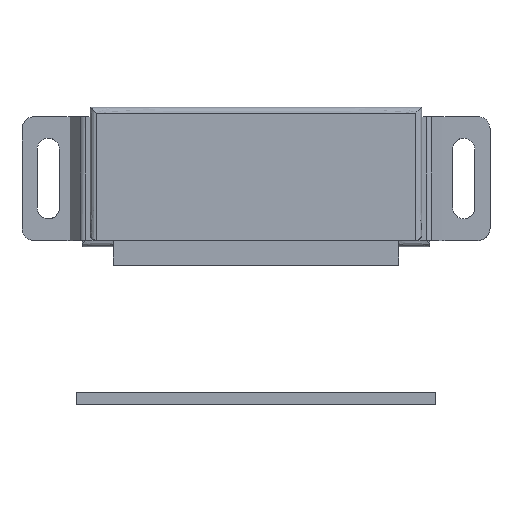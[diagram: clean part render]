
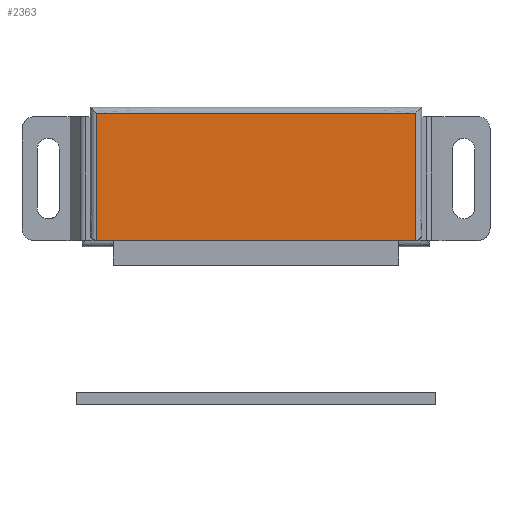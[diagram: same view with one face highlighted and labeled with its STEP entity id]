
A CAD part, top view. The second image highlights one B-rep face of the part: STEP entity #2363.
In plain terms, the highlighted free-form (B-spline) face has degree [1, 1] with [2, 2] control points.
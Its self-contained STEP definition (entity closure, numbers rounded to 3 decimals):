
#600=CARTESIAN_POINT('',(-25.75,-21.5,13.));
#601=VERTEX_POINT('',#600);
#1117=CARTESIAN_POINT('',(25.75,-21.5,13.));
#1118=VERTEX_POINT('',#1117);
#1388=CARTESIAN_POINT('',(25.75,-21.5,13.));
#1389=CARTESIAN_POINT('',(-25.75,-21.5,13.));
#1390=QUASI_UNIFORM_CURVE('',1,(#1388,#1389),.UNSPECIFIED.,.F.,.U.);
#1391=EDGE_CURVE('',#1118,#601,#1390,.T.);
#1413=CARTESIAN_POINT('',(-25.75,-1.0,13.));
#1414=VERTEX_POINT('',#1413);
#1415=CARTESIAN_POINT('',(-25.75,-1.0,13.));
#1416=CARTESIAN_POINT('',(-25.75,-21.5,13.));
#1417=QUASI_UNIFORM_CURVE('',1,(#1415,#1416),.UNSPECIFIED.,.F.,.U.);
#1418=EDGE_CURVE('',#1414,#601,#1417,.T.);
#2288=CARTESIAN_POINT('',(25.75,-1.0,13.));
#2289=VERTEX_POINT('',#2288);
#2303=CARTESIAN_POINT('',(25.75,-21.5,13.));
#2304=CARTESIAN_POINT('',(25.75,-1.0,13.));
#2305=QUASI_UNIFORM_CURVE('',1,(#2303,#2304),.UNSPECIFIED.,.F.,.U.);
#2306=EDGE_CURVE('',#1118,#2289,#2305,.T.);
#2348=CARTESIAN_POINT('',(-28.322,-22.524,13.));
#2349=CARTESIAN_POINT('',(28.322,-22.524,13.));
#2350=CARTESIAN_POINT('',(-28.322,0.024,13.));
#2351=CARTESIAN_POINT('',(28.322,0.024,13.));
#2352=B_SPLINE_SURFACE_WITH_KNOTS('',1,1,((#2348,#2350),(#2349,#2351)),.UNSPECIFIED.,.F.,.F.,.U.,(2,2),(2,2),(0.0,56.645),(0.0,22.548),.UNSPECIFIED.);
#2353=ORIENTED_EDGE('',*,*,#1391,.F.);
#2354=ORIENTED_EDGE('',*,*,#2306,.T.);
#2355=CARTESIAN_POINT('',(25.75,-1.0,13.));
#2356=CARTESIAN_POINT('',(-25.75,-1.0,13.));
#2357=QUASI_UNIFORM_CURVE('',1,(#2355,#2356),.UNSPECIFIED.,.F.,.U.);
#2358=EDGE_CURVE('',#2289,#1414,#2357,.T.);
#2359=ORIENTED_EDGE('',*,*,#2358,.T.);
#2360=ORIENTED_EDGE('',*,*,#1418,.T.);
#2361=EDGE_LOOP('',(#2353,#2354,#2359,#2360));
#2362=FACE_OUTER_BOUND('',#2361,.T.);
#2363=ADVANCED_FACE('',(#2362),#2352,.T.);
